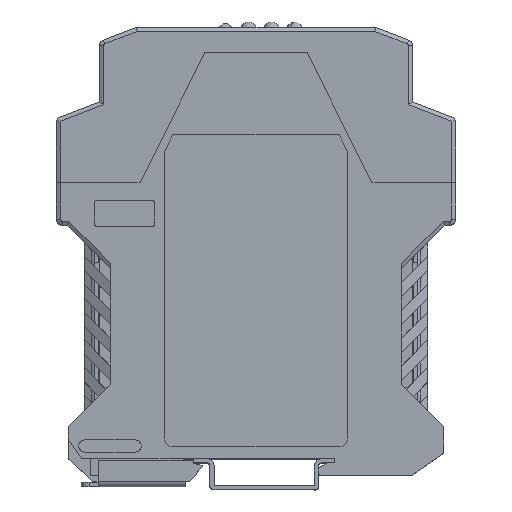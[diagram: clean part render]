
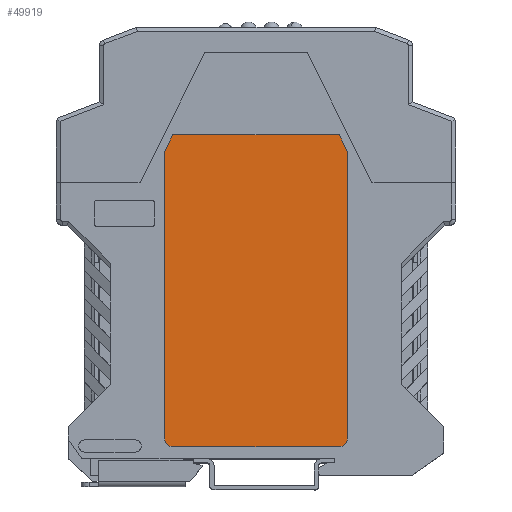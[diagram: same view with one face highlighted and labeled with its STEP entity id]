
A CAD part, top view. The second image highlights one B-rep face of the part: STEP entity #49919.
In plain terms, the highlighted planar face has unit normal (0, 0, 1).
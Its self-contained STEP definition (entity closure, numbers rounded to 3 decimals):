
#621 = PLANE ( 'NONE',  #54378 ) ;
#1767 = VERTEX_POINT ( 'NONE', #17607 ) ;
#2513 = EDGE_LOOP ( 'NONE', ( #43074, #41125, #6863, #4615, #33320, #32545, #8552, #31169 ) ) ;
#3540 = VERTEX_POINT ( 'NONE', #20271 ) ;
#3785 = CARTESIAN_POINT ( 'NONE',  ( 20.65, 88.3, 11.1 ) ) ;
#4288 = DIRECTION ( 'NONE',  ( 0., 0., 1. ) ) ;
#4615 = ORIENTED_EDGE ( 'NONE', *, *, #19691, .T. ) ;
#5596 = DIRECTION ( 'NONE',  ( 1., 0., 0. ) ) ;
#5827 = CARTESIAN_POINT ( 'NONE',  ( -20.65, 11., 11.1 ) ) ;
#6405 = DIRECTION ( 'NONE',  ( 0., 1., 0. ) ) ;
#6863 = ORIENTED_EDGE ( 'NONE', *, *, #40868, .T. ) ;
#7631 = LINE ( 'NONE', #14661, #42052 ) ;
#8552 = ORIENTED_EDGE ( 'NONE', *, *, #47279, .T. ) ;
#9749 = DIRECTION ( 'NONE',  ( 0., 0., 1. ) ) ;
#11904 = AXIS2_PLACEMENT_3D ( 'NONE', #31178, #4288, #35689 ) ;
#13240 = EDGE_CURVE ( 'NONE', #27045, #25599, #7631, .T. ) ;
#13438 = DIRECTION ( 'NONE',  ( -0.447, -0.894, 0. ) ) ;
#13883 = CARTESIAN_POINT ( 'NONE',  ( 22.65, 13., 11.1 ) ) ;
#14249 = DIRECTION ( 'NONE',  ( 0., -1., 0. ) ) ;
#14661 = CARTESIAN_POINT ( 'NONE',  ( -20.65, 11., 11.1 ) ) ;
#15143 = EDGE_CURVE ( 'NONE', #1767, #42557, #54412, .T. ) ;
#15196 = VECTOR ( 'NONE', #40982, 1000. ) ;
#15745 = CARTESIAN_POINT ( 'NONE',  ( -22.65, 84.3, 11.1 ) ) ;
#17203 = VECTOR ( 'NONE', #30712, 1000. ) ;
#17607 = CARTESIAN_POINT ( 'NONE',  ( 20.65, 88.3, 11.1 ) ) ;
#17714 = CARTESIAN_POINT ( 'NONE',  ( -20.65, 88.3, 11.1 ) ) ;
#19047 = LINE ( 'NONE', #33282, #29606 ) ;
#19691 = EDGE_CURVE ( 'NONE', #52195, #3540, #24900, .T. ) ;
#20271 = CARTESIAN_POINT ( 'NONE',  ( -22.65, 13., 11.1 ) ) ;
#21161 = DIRECTION ( 'NONE',  ( 0., 0., 1. ) ) ;
#24543 = CIRCLE ( 'NONE', #11904, 2. ) ;
#24900 = LINE ( 'NONE', #50077, #36831 ) ;
#25599 = VERTEX_POINT ( 'NONE', #31498 ) ;
#27045 = VERTEX_POINT ( 'NONE', #5827 ) ;
#28695 = FACE_OUTER_BOUND ( 'NONE', #2513, .T. ) ;
#29606 = VECTOR ( 'NONE', #6405, 1000. ) ;
#30453 = CARTESIAN_POINT ( 'NONE',  ( -20.65, 88.3, 11.1 ) ) ;
#30712 = DIRECTION ( 'NONE',  ( -1., 0., 0. ) ) ;
#31169 = ORIENTED_EDGE ( 'NONE', *, *, #47728, .T. ) ;
#31178 = CARTESIAN_POINT ( 'NONE',  ( -20.65, 13., 11.1 ) ) ;
#31498 = CARTESIAN_POINT ( 'NONE',  ( 20.65, 11., 11.1 ) ) ;
#32545 = ORIENTED_EDGE ( 'NONE', *, *, #13240, .T. ) ;
#33282 = CARTESIAN_POINT ( 'NONE',  ( 22.65, 13., 11.1 ) ) ;
#33320 = ORIENTED_EDGE ( 'NONE', *, *, #53903, .T. ) ;
#35689 = DIRECTION ( 'NONE',  ( 1., 0., 0. ) ) ;
#36587 = CARTESIAN_POINT ( 'NONE',  ( 6.465, 83.955, 11.1 ) ) ;
#36831 = VECTOR ( 'NONE', #14249, 1000. ) ;
#37291 = VECTOR ( 'NONE', #13438, 1000. ) ;
#37649 = LINE ( 'NONE', #49740, #15196 ) ;
#40868 = EDGE_CURVE ( 'NONE', #42557, #52195, #50608, .T. ) ;
#40982 = DIRECTION ( 'NONE',  ( -0.447, 0.894, 0. ) ) ;
#41125 = ORIENTED_EDGE ( 'NONE', *, *, #15143, .T. ) ;
#41127 = DIRECTION ( 'NONE',  ( 1., 0., 0. ) ) ;
#42052 = VECTOR ( 'NONE', #5596, 1000. ) ;
#42113 = CARTESIAN_POINT ( 'NONE',  ( 22.65, 84.3, 11.1 ) ) ;
#42557 = VERTEX_POINT ( 'NONE', #30453 ) ;
#43074 = ORIENTED_EDGE ( 'NONE', *, *, #51296, .T. ) ;
#43391 = AXIS2_PLACEMENT_3D ( 'NONE', #48036, #21161, #52562 ) ;
#47279 = EDGE_CURVE ( 'NONE', #25599, #54616, #51978, .T. ) ;
#47728 = EDGE_CURVE ( 'NONE', #54616, #54795, #19047, .T. ) ;
#48036 = CARTESIAN_POINT ( 'NONE',  ( 20.65, 13., 11.1 ) ) ;
#49740 = CARTESIAN_POINT ( 'NONE',  ( 22.65, 84.3, 11.1 ) ) ;
#49919 = ADVANCED_FACE ( 'NONE', ( #28695 ), #621, .T. ) ;
#50077 = CARTESIAN_POINT ( 'NONE',  ( -22.65, 84.3, 11.1 ) ) ;
#50608 = LINE ( 'NONE', #17714, #37291 ) ;
#51296 = EDGE_CURVE ( 'NONE', #54795, #1767, #37649, .T. ) ;
#51978 = CIRCLE ( 'NONE', #43391, 2. ) ;
#52195 = VERTEX_POINT ( 'NONE', #15745 ) ;
#52562 = DIRECTION ( 'NONE',  ( 1., 0., 0. ) ) ;
#53903 = EDGE_CURVE ( 'NONE', #3540, #27045, #24543, .T. ) ;
#54378 = AXIS2_PLACEMENT_3D ( 'NONE', #36587, #9749, #41127 ) ;
#54412 = LINE ( 'NONE', #3785, #17203 ) ;
#54616 = VERTEX_POINT ( 'NONE', #13883 ) ;
#54795 = VERTEX_POINT ( 'NONE', #42113 ) ;
